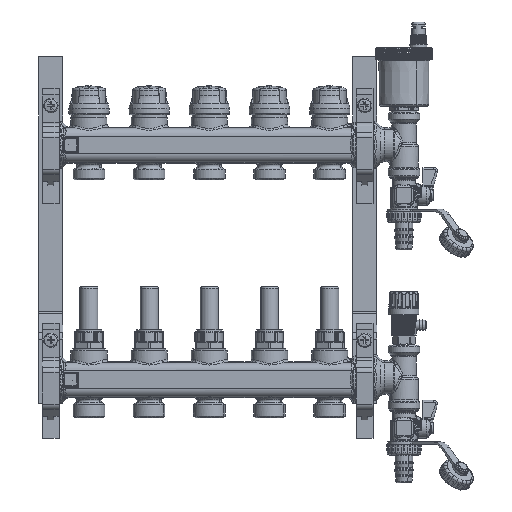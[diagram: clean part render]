
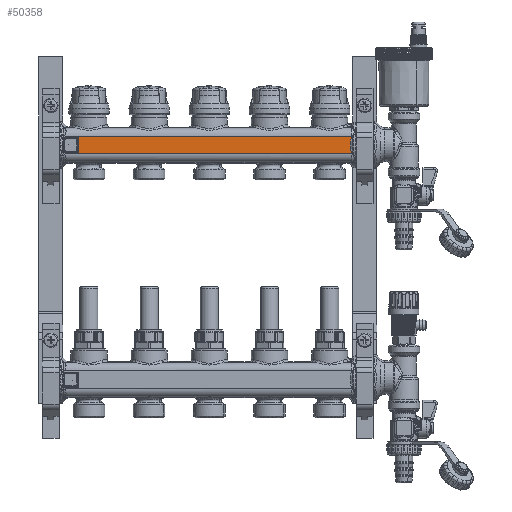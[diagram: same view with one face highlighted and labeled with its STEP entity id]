
A CAD part, front view. The second image highlights one B-rep face of the part: STEP entity #50358.
In plain terms, the highlighted planar face has unit normal (0, 1, 0).
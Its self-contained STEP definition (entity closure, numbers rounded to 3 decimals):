
#38982=CARTESIAN_POINT('Vertex',(118.,-17.5,5.89)) ;
#39064=CARTESIAN_POINT('Vertex',(118.,-17.5,-5.89)) ;
#39068=CARTESIAN_POINT('Control Point',(118.,-17.5,5.89)) ;
#39069=CARTESIAN_POINT('Control Point',(117.791,-17.5,5.413)) ;
#39070=CARTESIAN_POINT('Control Point',(117.472,-17.5,4.442)) ;
#39071=CARTESIAN_POINT('Control Point',(117.115,-17.5,2.465)) ;
#39072=CARTESIAN_POINT('Control Point',(116.977,-17.5,0.)) ;
#39073=CARTESIAN_POINT('Control Point',(117.115,-17.5,-2.466)) ;
#39074=CARTESIAN_POINT('Control Point',(117.472,-17.5,-4.443)) ;
#39075=CARTESIAN_POINT('Control Point',(117.791,-17.5,-5.413)) ;
#39076=CARTESIAN_POINT('Control Point',(118.,-17.5,-5.89)) ;
#40663=CARTESIAN_POINT('Vertex',(118.,-17.5,-7.405)) ;
#40728=CARTESIAN_POINT('Vertex',(118.,-17.5,7.405)) ;
#40731=CARTESIAN_POINT('Line Origine',(118.,-17.5,0.)) ;
#40747=CARTESIAN_POINT('Line Origine',(118.,-17.5,0.)) ;
#44275=CARTESIAN_POINT('Vertex',(-119.62,-17.5,-7.405)) ;
#44278=CARTESIAN_POINT('Line Origine',(-5.5,-17.5,-7.405)) ;
#46439=CARTESIAN_POINT('Vertex',(-119.62,-17.5,7.405)) ;
#49848=CARTESIAN_POINT('Vertex',(-120.488,-17.5,6.366)) ;
#49853=CARTESIAN_POINT('Line Origine',(-1.314,-17.5,6.366)) ;
#49857=CARTESIAN_POINT('Vertex',(-109.5,-17.5,6.366)) ;
#49885=CARTESIAN_POINT('Control Point',(-108.634,-17.5,5.5)) ;
#49886=CARTESIAN_POINT('Control Point',(-108.634,-17.5,5.84)) ;
#49887=CARTESIAN_POINT('Control Point',(-108.815,-17.5,6.185)) ;
#49888=CARTESIAN_POINT('Control Point',(-109.16,-17.5,6.366)) ;
#49889=CARTESIAN_POINT('Control Point',(-109.5,-17.5,6.366)) ;
#49890=CARTESIAN_POINT('Vertex',(-108.634,-17.5,5.5)) ;
#49917=CARTESIAN_POINT('Line Origine',(-108.634,-17.5,0.)) ;
#49921=CARTESIAN_POINT('Vertex',(-108.634,-17.5,-5.5)) ;
#49949=CARTESIAN_POINT('Control Point',(-109.5,-17.5,-6.366)) ;
#49950=CARTESIAN_POINT('Control Point',(-109.16,-17.5,-6.366)) ;
#49951=CARTESIAN_POINT('Control Point',(-108.815,-17.5,-6.185)) ;
#49952=CARTESIAN_POINT('Control Point',(-108.634,-17.5,-5.84)) ;
#49953=CARTESIAN_POINT('Control Point',(-108.634,-17.5,-5.5)) ;
#49954=CARTESIAN_POINT('Vertex',(-109.5,-17.5,-6.366)) ;
#49981=CARTESIAN_POINT('Line Origine',(-1.314,-17.5,-6.366)) ;
#49985=CARTESIAN_POINT('Vertex',(-120.488,-17.5,-6.366)) ;
#50094=CARTESIAN_POINT('Control Point',(-119.62,-17.5,7.405)) ;
#50095=CARTESIAN_POINT('Control Point',(-119.79,-17.5,7.212)) ;
#50096=CARTESIAN_POINT('Control Point',(-120.091,-17.5,6.861)) ;
#50097=CARTESIAN_POINT('Control Point',(-120.367,-17.5,6.52)) ;
#50098=CARTESIAN_POINT('Control Point',(-120.488,-17.5,6.366)) ;
#50179=CARTESIAN_POINT('Control Point',(-120.488,-17.5,-6.366)) ;
#50180=CARTESIAN_POINT('Control Point',(-120.367,-17.5,-6.52)) ;
#50181=CARTESIAN_POINT('Control Point',(-120.091,-17.5,-6.861)) ;
#50182=CARTESIAN_POINT('Control Point',(-119.79,-17.5,-7.212)) ;
#50183=CARTESIAN_POINT('Control Point',(-119.62,-17.5,-7.405)) ;
#50334=CARTESIAN_POINT('Axis2P3D Location',(-100.,-17.5,13.457)) ;
#50339=CARTESIAN_POINT('Line Origine',(-0.81,-17.5,7.405)) ;
#40732=DIRECTION('Vector Direction',(0.,0.,1.)) ;
#40748=DIRECTION('Vector Direction',(0.,0.,1.)) ;
#44279=DIRECTION('Vector Direction',(-1.,0.,0.)) ;
#49854=DIRECTION('Vector Direction',(-1.,0.,0.)) ;
#49918=DIRECTION('Vector Direction',(0.,0.,1.)) ;
#49982=DIRECTION('Vector Direction',(1.,0.,0.)) ;
#50335=DIRECTION('Axis2P3D Direction',(0.,1.,0.)) ;
#50336=DIRECTION('Axis2P3D XDirection',(0.,0.,-1.)) ;
#50340=DIRECTION('Vector Direction',(-1.,0.,0.)) ;
#50337=AXIS2_PLACEMENT_3D('Plane Axis2P3D',#50334,#50335,#50336) ;
#50345=ORIENTED_EDGE('',*,*,#50099,.F.) ;
#50346=ORIENTED_EDGE('',*,*,#50343,.F.) ;
#50347=ORIENTED_EDGE('',*,*,#40735,.F.) ;
#50348=ORIENTED_EDGE('',*,*,#39077,.T.) ;
#50349=ORIENTED_EDGE('',*,*,#40751,.F.) ;
#50350=ORIENTED_EDGE('',*,*,#44282,.F.) ;
#50351=ORIENTED_EDGE('',*,*,#50184,.F.) ;
#50352=ORIENTED_EDGE('',*,*,#49987,.T.) ;
#50353=ORIENTED_EDGE('',*,*,#49956,.T.) ;
#50354=ORIENTED_EDGE('',*,*,#49923,.T.) ;
#50355=ORIENTED_EDGE('',*,*,#49892,.T.) ;
#50356=ORIENTED_EDGE('',*,*,#49859,.T.) ;
#40733=VECTOR('Line Direction',#40732,1.) ;
#40749=VECTOR('Line Direction',#40748,1.) ;
#44280=VECTOR('Line Direction',#44279,1.) ;
#49855=VECTOR('Line Direction',#49854,1.) ;
#49919=VECTOR('Line Direction',#49918,1.) ;
#49983=VECTOR('Line Direction',#49982,1.) ;
#50341=VECTOR('Line Direction',#50340,1.) ;
#50358=ADVANCED_FACE('Sheet.11',(#50357),#50338,.T.) ;
#49884=B_SPLINE_CURVE_WITH_KNOTS('',4,(#49885,#49886,#49887,#49888,#49889),.UNSPECIFIED.,.F.,.U.,(5,5),(0.,1.36),.UNSPECIFIED.) ;
#49948=B_SPLINE_CURVE_WITH_KNOTS('',4,(#49949,#49950,#49951,#49952,#49953),.UNSPECIFIED.,.F.,.U.,(5,5),(0.,1.36),.UNSPECIFIED.) ;
#39077=EDGE_CURVE('',#38983,#39065,#39067,.T.) ;
#40735=EDGE_CURVE('',#38983,#40729,#40734,.T.) ;
#40751=EDGE_CURVE('',#40664,#39065,#40750,.T.) ;
#44282=EDGE_CURVE('',#44276,#40664,#44281,.F.) ;
#49859=EDGE_CURVE('',#49858,#49849,#49856,.T.) ;
#49892=EDGE_CURVE('',#49891,#49858,#49884,.T.) ;
#49923=EDGE_CURVE('',#49922,#49891,#49920,.T.) ;
#49956=EDGE_CURVE('',#49955,#49922,#49948,.T.) ;
#49987=EDGE_CURVE('',#49986,#49955,#49984,.T.) ;
#50099=EDGE_CURVE('',#46440,#49849,#50093,.T.) ;
#50184=EDGE_CURVE('',#49986,#44276,#50178,.T.) ;
#50343=EDGE_CURVE('',#40729,#46440,#50342,.T.) ;
#50344=EDGE_LOOP('',(#50345,#50346,#50347,#50348,#50349,#50350,#50351,#50352,#50353,#50354,#50355,#50356)) ;
#50357=FACE_OUTER_BOUND('',#50344,.T.) ;
#40734=LINE('Line',#40731,#40733) ;
#40750=LINE('Line',#40747,#40749) ;
#44281=LINE('Line',#44278,#44280) ;
#49856=LINE('Line',#49853,#49855) ;
#49920=LINE('Line',#49917,#49919) ;
#49984=LINE('Line',#49981,#49983) ;
#50342=LINE('Line',#50339,#50341) ;
#50338=PLANE('',#50337) ;
#38983=VERTEX_POINT('',#38982) ;
#39065=VERTEX_POINT('',#39064) ;
#40664=VERTEX_POINT('',#40663) ;
#40729=VERTEX_POINT('',#40728) ;
#44276=VERTEX_POINT('',#44275) ;
#46440=VERTEX_POINT('',#46439) ;
#49849=VERTEX_POINT('',#49848) ;
#49858=VERTEX_POINT('',#49857) ;
#49891=VERTEX_POINT('',#49890) ;
#49922=VERTEX_POINT('',#49921) ;
#49955=VERTEX_POINT('',#49954) ;
#49986=VERTEX_POINT('',#49985) ;
#39067=(BOUNDED_CURVE()B_SPLINE_CURVE(3,(#39068,#39069,#39070,#39071,#39072,#39073,#39074,#39075,#39076),.UNSPECIFIED.,.F.,.U.)B_SPLINE_CURVE_WITH_KNOTS((4,1,1,1,1,1,4),(25.575,27.536,29.498,33.421,37.344,39.305,41.267),.UNSPECIFIED.)CURVE()GEOMETRIC_REPRESENTATION_ITEM()RATIONAL_B_SPLINE_CURVE((1.,1.,1.,1.,1.,1.,1.,1.,1.))REPRESENTATION_ITEM('')) ;
#50093=(BOUNDED_CURVE()B_SPLINE_CURVE(3,(#50094,#50095,#50096,#50097,#50098),.UNSPECIFIED.,.F.,.U.)B_SPLINE_CURVE_WITH_KNOTS((4,1,4),(24.442,28.008,31.038),.UNSPECIFIED.)CURVE()GEOMETRIC_REPRESENTATION_ITEM()RATIONAL_B_SPLINE_CURVE((1.,1.,1.,1.,1.))REPRESENTATION_ITEM('')) ;
#50178=(BOUNDED_CURVE()B_SPLINE_CURVE(3,(#50179,#50180,#50181,#50182,#50183),.UNSPECIFIED.,.F.,.U.)B_SPLINE_CURVE_WITH_KNOTS((4,1,4),(126.579,129.607,133.171),.UNSPECIFIED.)CURVE()GEOMETRIC_REPRESENTATION_ITEM()RATIONAL_B_SPLINE_CURVE((1.,1.,1.,1.,1.))REPRESENTATION_ITEM('')) ;
